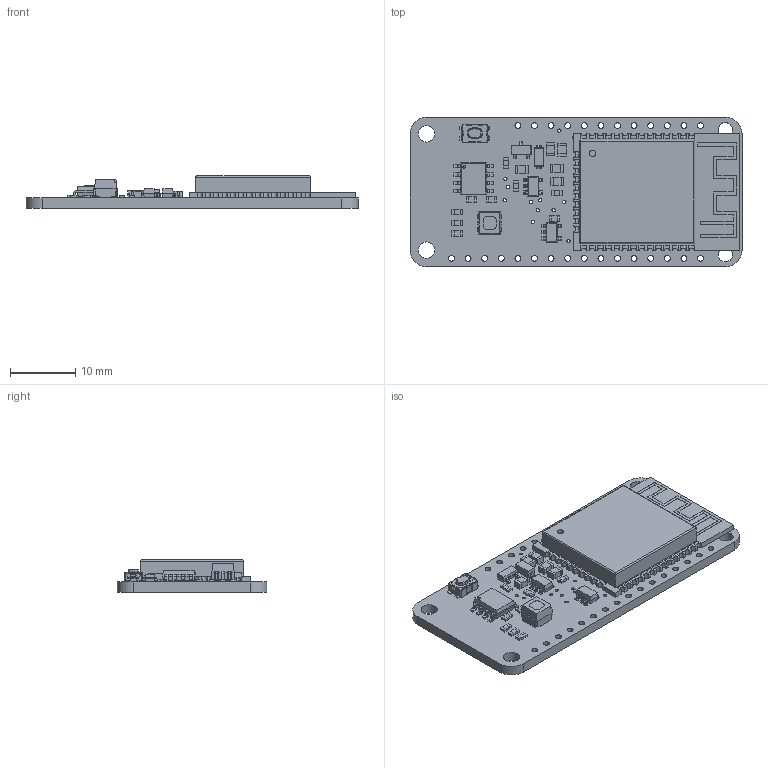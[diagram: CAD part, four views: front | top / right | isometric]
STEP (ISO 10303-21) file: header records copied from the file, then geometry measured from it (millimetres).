
FILE_DESCRIPTION(/* description */ (''),/* implementation_level */ '2;1');
FILE_NAME(/* name */ 'Adafruit AirLift FeatherWing.step',/* time_stamp */ '2019-07-02T15:41:16-04:00',/* author */ (''),/* organization */ (''),/* preprocessor_version */ 'ST-DEVELOPER v18',/* originating_system */ 'Autodesk Translation Framework v8.2.0.1029',/* authorisation */ '');
FILE_SCHEMA (('AUTOMOTIVE_DESIGN { 1 0 10303 214 3 1 1 }'));
Length unit declared in the file: millimetre
Products named in the file (13): Adafruit AirLift FeatherWing; PCB Component; Board; 10uF; AP2112-3.3; MBR120; KMR2; 10K; DMG2305; ESP32_WROOM32_SKINNY; 74AHC1G125; RGBLED_PLCC6; ATECCx08
Assembly tree (24 placements, depth 3):
  Adafruit AirLift FeatherWing
    PCB Component
      Board
      10uF  x5
      AP2112-3.3
      MBR120
      KMR2
      10K  x9
      DMG2305
      ESP32_WROOM32_SKINNY
      74AHC1G125
      RGBLED_PLCC6
      ATECCx08
Bounding box: 50.8 x 22.86 x 4.97 mm (x, y, z)
Volume: 2929.3 mm3; surface area: 4929.8 mm2
Topology: 25 solids, 25 shells, 1472 faces, 4031 edges, 2575 vertices
Faces by surface type: plane 968, cylinder 399, torus 54, bspline 42, cone 6, sphere 3
Full cylindrical faces by diameter (mm): 0.4 x3, 0.5 x63, 0.9 x28, 1 x1, 2.2 x2, 2.5 x2
Entity records: 44554 total; most frequent: CARTESIAN_POINT 9354, ORIENTED_EDGE 7140, DIRECTION 7001, EDGE_CURVE 3570, LINE 2569, VECTOR 2569, VERTEX_POINT 2287, AXIS2_PLACEMENT_3D 2216
